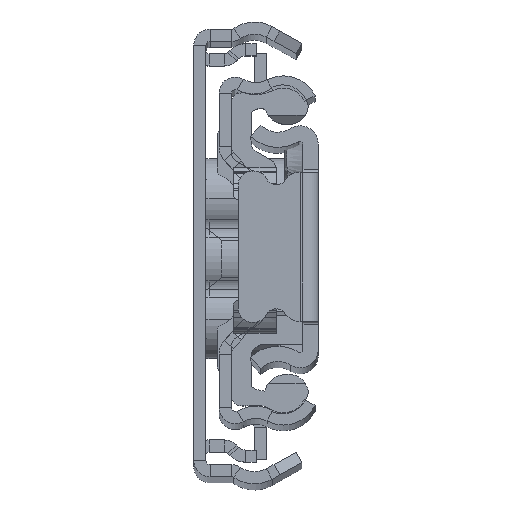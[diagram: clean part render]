
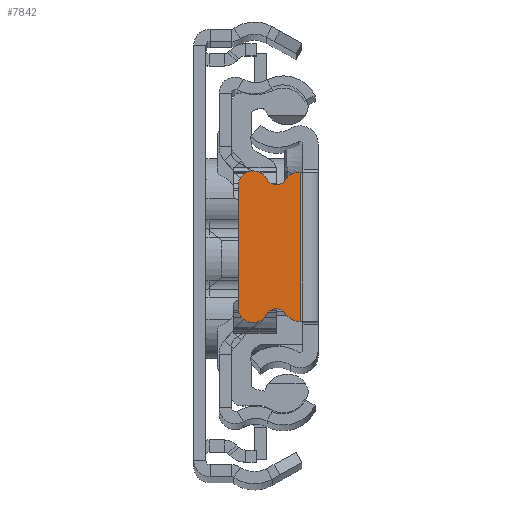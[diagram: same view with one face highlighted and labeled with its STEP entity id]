
A CAD part, top view. The second image highlights one B-rep face of the part: STEP entity #7842.
In plain terms, the highlighted planar face has unit normal (0, 0, 1).
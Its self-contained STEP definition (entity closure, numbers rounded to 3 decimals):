
#92 = CARTESIAN_POINT ( 'NONE',  ( -1.929, 5.87, 0. ) ) ;
#189 = ORIENTED_EDGE ( 'NONE', *, *, #14131, .F. ) ;
#978 = DIRECTION ( 'NONE',  ( -1., 0., 0. ) ) ;
#1409 = ORIENTED_EDGE ( 'NONE', *, *, #17228, .F. ) ;
#1532 = DIRECTION ( 'NONE',  ( 0., 0., 1. ) ) ;
#2039 = VERTEX_POINT ( 'NONE', #24165 ) ;
#2276 = EDGE_CURVE ( 'NONE', #22038, #8636, #5568, .T. ) ;
#2285 = ORIENTED_EDGE ( 'NONE', *, *, #2276, .T. ) ;
#2696 = ORIENTED_EDGE ( 'NONE', *, *, #13206, .F. ) ;
#2863 = AXIS2_PLACEMENT_3D ( 'NONE', #17650, #17776, #13811 ) ;
#2896 = CARTESIAN_POINT ( 'NONE',  ( -1.929, -7.37, 0. ) ) ;
#2936 = CARTESIAN_POINT ( 'NONE',  ( -3.206, -6.658, 0. ) ) ;
#3320 = VECTOR ( 'NONE', #6913, 1000. ) ;
#3437 = VECTOR ( 'NONE', #4926, 1000. ) ;
#3575 = ORIENTED_EDGE ( 'NONE', *, *, #16561, .T. ) ;
#3768 = VERTEX_POINT ( 'NONE', #2936 ) ;
#3910 = PLANE ( 'NONE',  #2863 ) ;
#4721 = CARTESIAN_POINT ( 'NONE',  ( -1.75, 0., 0. ) ) ;
#4854 = LINE ( 'NONE', #4721, #3320 ) ;
#4912 = CARTESIAN_POINT ( 'NONE',  ( -1.929, 7.37, 0. ) ) ;
#4926 = DIRECTION ( 'NONE',  ( 0., -1., 0. ) ) ;
#5346 = LINE ( 'NONE', #2896, #16149 ) ;
#5568 = CIRCLE ( 'NONE', #10912, 1.5 ) ;
#5728 = FACE_OUTER_BOUND ( 'NONE', #13283, .T. ) ;
#5976 = DIRECTION ( 'NONE',  ( -1., 0., 0. ) ) ;
#6451 = DIRECTION ( 'NONE',  ( 1., 0., 0. ) ) ;
#6913 = DIRECTION ( 'NONE',  ( 0., -1., 0. ) ) ;
#7802 = VECTOR ( 'NONE', #20946, 1000. ) ;
#7842 = ADVANCED_FACE ( 'NONE', ( #5728 ), #3910, .T. ) ;
#7947 = DIRECTION ( 'NONE',  ( 0., 0., 1. ) ) ;
#8636 = VERTEX_POINT ( 'NONE', #23322 ) ;
#8827 = CARTESIAN_POINT ( 'NONE',  ( -4.142, -7.236, 0. ) ) ;
#8942 = AXIS2_PLACEMENT_3D ( 'NONE', #10068, #20320, #6451 ) ;
#9482 = VERTEX_POINT ( 'NONE', #23846 ) ;
#9605 = CARTESIAN_POINT ( 'NONE',  ( -7.929, -6., 0. ) ) ;
#10068 = CARTESIAN_POINT ( 'NONE',  ( -4.142, 7.236, 0. ) ) ;
#10111 = AXIS2_PLACEMENT_3D ( 'NONE', #92, #7947, #15760 ) ;
#10503 = CIRCLE ( 'NONE', #20733, 1.5 ) ;
#10857 = CARTESIAN_POINT ( 'NONE',  ( -7.929, -6., 0. ) ) ;
#10912 = AXIS2_PLACEMENT_3D ( 'NONE', #17993, #24100, #15943 ) ;
#11359 = CIRCLE ( 'NONE', #10111, 1.5 ) ;
#11653 = DIRECTION ( 'NONE',  ( 0., 0., 1. ) ) ;
#11721 = CARTESIAN_POINT ( 'NONE',  ( -1.75, -7.37, 0. ) ) ;
#12346 = VERTEX_POINT ( 'NONE', #11721 ) ;
#12662 = LINE ( 'NONE', #10857, #3437 ) ;
#12816 = CARTESIAN_POINT ( 'NONE',  ( -5.109, 6.713, 0. ) ) ;
#13206 = EDGE_CURVE ( 'NONE', #2039, #21167, #20454, .T. ) ;
#13283 = EDGE_LOOP ( 'NONE', ( #189, #2696, #20290, #20128, #21572, #3575, #2285, #15342, #24732, #1409 ) ) ;
#13811 = DIRECTION ( 'NONE',  ( 1., 0., 0. ) ) ;
#13816 = CARTESIAN_POINT ( 'NONE',  ( -1.75, 7.37, 0. ) ) ;
#14005 = CARTESIAN_POINT ( 'NONE',  ( -7.929, 6., 0. ) ) ;
#14131 = EDGE_CURVE ( 'NONE', #21167, #12346, #4854, .T. ) ;
#14639 = AXIS2_PLACEMENT_3D ( 'NONE', #8827, #18558, #24535 ) ;
#15342 = ORIENTED_EDGE ( 'NONE', *, *, #19835, .T. ) ;
#15430 = VERTEX_POINT ( 'NONE', #15965 ) ;
#15760 = DIRECTION ( 'NONE',  ( -1., 0., 0. ) ) ;
#15854 = CIRCLE ( 'NONE', #14639, 1.1 ) ;
#15943 = DIRECTION ( 'NONE',  ( 1., 0., 0. ) ) ;
#15965 = CARTESIAN_POINT ( 'NONE',  ( -1.929, -7.37, 0. ) ) ;
#16149 = VECTOR ( 'NONE', #978, 1000. ) ;
#16561 = EDGE_CURVE ( 'NONE', #22974, #22038, #12662, .T. ) ;
#17228 = EDGE_CURVE ( 'NONE', #12346, #15430, #5346, .T. ) ;
#17564 = DIRECTION ( 'NONE',  ( 1., 0., 0. ) ) ;
#17650 = CARTESIAN_POINT ( 'NONE',  ( 344.071, 0., 0. ) ) ;
#17776 = DIRECTION ( 'NONE',  ( 0., 0., 1. ) ) ;
#17993 = CARTESIAN_POINT ( 'NONE',  ( -6.429, -6., 0. ) ) ;
#18277 = AXIS2_PLACEMENT_3D ( 'NONE', #19119, #1532, #17564 ) ;
#18558 = DIRECTION ( 'NONE',  ( 0., 0., -1. ) ) ;
#18707 = CIRCLE ( 'NONE', #18277, 1.5 ) ;
#19119 = CARTESIAN_POINT ( 'NONE',  ( -1.929, -5.87, 0. ) ) ;
#19257 = EDGE_CURVE ( 'NONE', #24841, #22974, #10503, .T. ) ;
#19835 = EDGE_CURVE ( 'NONE', #8636, #3768, #15854, .T. ) ;
#20128 = ORIENTED_EDGE ( 'NONE', *, *, #22547, .T. ) ;
#20290 = ORIENTED_EDGE ( 'NONE', *, *, #23378, .T. ) ;
#20320 = DIRECTION ( 'NONE',  ( 0., 0., -1. ) ) ;
#20454 = LINE ( 'NONE', #4912, #7802 ) ;
#20733 = AXIS2_PLACEMENT_3D ( 'NONE', #23506, #11653, #5976 ) ;
#20946 = DIRECTION ( 'NONE',  ( 1., 0., 0. ) ) ;
#21167 = VERTEX_POINT ( 'NONE', #13816 ) ;
#21572 = ORIENTED_EDGE ( 'NONE', *, *, #19257, .T. ) ;
#22038 = VERTEX_POINT ( 'NONE', #9605 ) ;
#22547 = EDGE_CURVE ( 'NONE', #9482, #24841, #23225, .T. ) ;
#22974 = VERTEX_POINT ( 'NONE', #14005 ) ;
#23225 = CIRCLE ( 'NONE', #8942, 1.1 ) ;
#23275 = EDGE_CURVE ( 'NONE', #3768, #15430, #18707, .T. ) ;
#23322 = CARTESIAN_POINT ( 'NONE',  ( -5.109, -6.713, 0. ) ) ;
#23378 = EDGE_CURVE ( 'NONE', #2039, #9482, #11359, .T. ) ;
#23506 = CARTESIAN_POINT ( 'NONE',  ( -6.429, 6., 0. ) ) ;
#23846 = CARTESIAN_POINT ( 'NONE',  ( -3.206, 6.658, 0. ) ) ;
#24100 = DIRECTION ( 'NONE',  ( 0., 0., 1. ) ) ;
#24165 = CARTESIAN_POINT ( 'NONE',  ( -1.929, 7.37, 0. ) ) ;
#24535 = DIRECTION ( 'NONE',  ( -1., 0., 0. ) ) ;
#24732 = ORIENTED_EDGE ( 'NONE', *, *, #23275, .T. ) ;
#24841 = VERTEX_POINT ( 'NONE', #12816 ) ;
